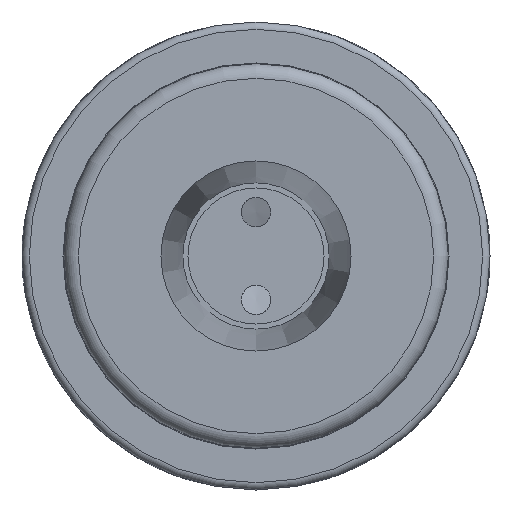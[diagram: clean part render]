
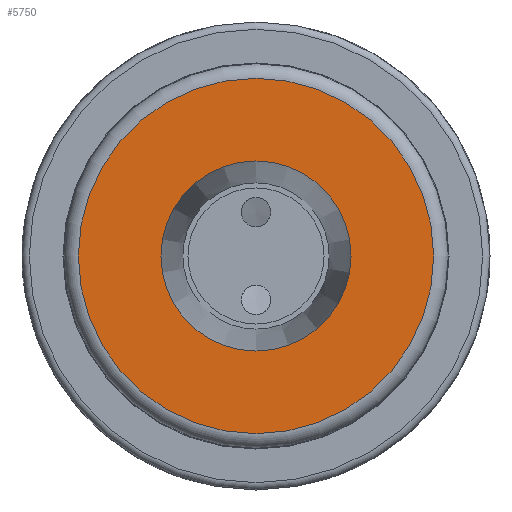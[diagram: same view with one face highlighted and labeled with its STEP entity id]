
A CAD part, left-side view. The second image highlights one B-rep face of the part: STEP entity #5750.
In plain terms, the highlighted planar face has unit normal (-1, 0, 0).
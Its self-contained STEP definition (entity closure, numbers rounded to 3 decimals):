
#5719=CARTESIAN_POINT('',(-45.,0.0,6.5));
#5720=VERTEX_POINT('',#5719);
#5721=CARTESIAN_POINT('',(-45.,0.0,0.0));
#5722=DIRECTION('',(-1.0,0.0,0.0));
#5723=DIRECTION('',(0.0,0.0,1.0));
#5724=AXIS2_PLACEMENT_3D('',#5721,#5722,#5723);
#5725=CIRCLE('',#5724,6.5);
#5726=EDGE_CURVE('',#5720,#5720,#5725,.T.);
#5731=CARTESIAN_POINT('',(-45.,0.0,9.325));
#5732=DIRECTION('',(-1.0,0.0,0.0));
#5733=DIRECTION('',(0.0,0.0,1.0));
#5734=AXIS2_PLACEMENT_3D('',#5731,#5732,#5733);
#5735=PLANE('',#5734);
#5736=CARTESIAN_POINT('',(-45.,0.0,12.15));
#5737=VERTEX_POINT('',#5736);
#5738=CARTESIAN_POINT('',(-45.,0.0,0.0));
#5739=DIRECTION('',(-1.0,0.0,0.0));
#5740=DIRECTION('',(0.0,0.0,1.0));
#5741=AXIS2_PLACEMENT_3D('',#5738,#5739,#5740);
#5742=CIRCLE('',#5741,12.15);
#5743=EDGE_CURVE('',#5737,#5737,#5742,.T.);
#5744=ORIENTED_EDGE('',*,*,#5743,.T.);
#5745=EDGE_LOOP('',(#5744));
#5746=FACE_OUTER_BOUND('',#5745,.T.);
#5747=ORIENTED_EDGE('',*,*,#5726,.F.);
#5748=EDGE_LOOP('',(#5747));
#5749=FACE_BOUND('',#5748,.T.);
#5750=ADVANCED_FACE('',(#5746,#5749),#5735,.T.);
